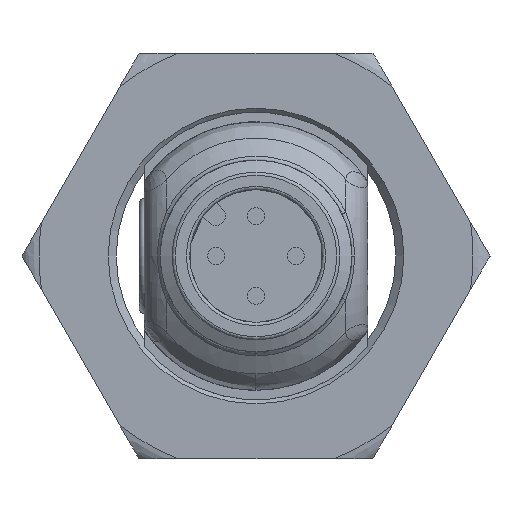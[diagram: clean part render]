
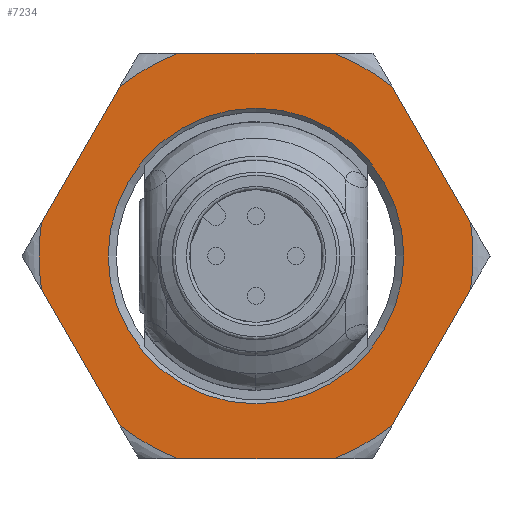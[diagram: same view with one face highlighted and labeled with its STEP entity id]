
A CAD part, left-side view. The second image highlights one B-rep face of the part: STEP entity #7234.
In plain terms, the highlighted planar face has unit normal (-1, 0, 0).
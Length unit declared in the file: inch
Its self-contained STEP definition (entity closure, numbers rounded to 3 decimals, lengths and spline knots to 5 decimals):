
#74 = CARTESIAN_POINT ( 'NONE',  ( 0.23447, 0., 0. ) ) ;
#290 = LINE ( 'NONE', #6583, #2628 ) ;
#455 = ORIENTED_EDGE ( 'NONE', *, *, #5304, .T. ) ;
#537 = DIRECTION ( 'NONE',  ( 0., 0.5, -0.866 ) ) ;
#616 = ORIENTED_EDGE ( 'NONE', *, *, #5265, .T. ) ;
#690 = AXIS2_PLACEMENT_3D ( 'NONE', #908, #995, #6723 ) ;
#719 = DIRECTION ( 'NONE',  ( -1., 0., 0. ) ) ;
#886 = CARTESIAN_POINT ( 'NONE',  ( 0.23447, 0., -0.36417 ) ) ;
#908 = CARTESIAN_POINT ( 'NONE',  ( 0.23447, 0., 0. ) ) ;
#911 = LINE ( 'NONE', #6574, #4932 ) ;
#932 = VERTEX_POINT ( 'NONE', #3889 ) ;
#995 = DIRECTION ( 'NONE',  ( -1., 0., 0. ) ) ;
#1039 = VECTOR ( 'NONE', #2694, 39.37008 ) ;
#1113 = EDGE_LOOP ( 'NONE', ( #1454, #2226, #1177, #616, #2699, #3750, #455, #1848, #5580, #3364, #4697, #5788 ) ) ;
#1177 = ORIENTED_EDGE ( 'NONE', *, *, #2335, .T. ) ;
#1180 = CIRCLE ( 'NONE', #2022, 0.53501 ) ;
#1207 = CARTESIAN_POINT ( 'NONE',  ( 0.23447, 0.43233, 0.24961 ) ) ;
#1216 = DIRECTION ( 'NONE',  ( 0., -0.5, 0.866 ) ) ;
#1309 = VERTEX_POINT ( 'NONE', #3994 ) ;
#1454 = ORIENTED_EDGE ( 'NONE', *, *, #2073, .T. ) ;
#1656 = VERTEX_POINT ( 'NONE', #2815 ) ;
#1681 = LINE ( 'NONE', #3976, #1039 ) ;
#1693 = CARTESIAN_POINT ( 'NONE',  ( 0.23447, -0.19241, -0.49921 ) ) ;
#1832 = VERTEX_POINT ( 'NONE', #4382 ) ;
#1848 = ORIENTED_EDGE ( 'NONE', *, *, #2510, .T. ) ;
#1958 = CARTESIAN_POINT ( 'NONE',  ( 0.23447, 0.52854, -0.08297 ) ) ;
#1984 = CARTESIAN_POINT ( 'NONE',  ( 0.23447, 0.52854, 0.08297 ) ) ;
#2022 = AXIS2_PLACEMENT_3D ( 'NONE', #2727, #5034, #3213 ) ;
#2053 = CARTESIAN_POINT ( 'NONE',  ( 0.23447, 0., 0. ) ) ;
#2073 = EDGE_CURVE ( 'NONE', #1309, #5027, #1681, .T. ) ;
#2226 = ORIENTED_EDGE ( 'NONE', *, *, #5407, .T. ) ;
#2303 = CARTESIAN_POINT ( 'NONE',  ( 0.23447, 0.19241, -0.49921 ) ) ;
#2335 = EDGE_CURVE ( 'NONE', #4314, #6419, #5811, .T. ) ;
#2346 = VERTEX_POINT ( 'NONE', #3996 ) ;
#2427 = VERTEX_POINT ( 'NONE', #2303 ) ;
#2501 = CIRCLE ( 'NONE', #3347, 0.53501 ) ;
#2508 = CIRCLE ( 'NONE', #3354, 0.53501 ) ;
#2510 = EDGE_CURVE ( 'NONE', #2689, #1832, #5378, .T. ) ;
#2548 = VECTOR ( 'NONE', #1216, 39.37008 ) ;
#2628 = VECTOR ( 'NONE', #5383, 39.37008 ) ;
#2635 = CARTESIAN_POINT ( 'NONE',  ( 0.23447, 0., 0. ) ) ;
#2687 = CIRCLE ( 'NONE', #4132, 0.36417 ) ;
#2689 = VERTEX_POINT ( 'NONE', #1693 ) ;
#2694 = DIRECTION ( 'NONE',  ( 0., 1., 0. ) ) ;
#2699 = ORIENTED_EDGE ( 'NONE', *, *, #6391, .T. ) ;
#2727 = CARTESIAN_POINT ( 'NONE',  ( 0.23447, 0., 0. ) ) ;
#2769 = CARTESIAN_POINT ( 'NONE',  ( 0.23447, 0., 0. ) ) ;
#2815 = CARTESIAN_POINT ( 'NONE',  ( 0.23447, -0.52854, 0.08297 ) ) ;
#3213 = DIRECTION ( 'NONE',  ( 0., 0., 1. ) ) ;
#3253 = DIRECTION ( 'NONE',  ( -1., 0., 0. ) ) ;
#3266 = CARTESIAN_POINT ( 'NONE',  ( 0.23447, 0.33612, 0.41624 ) ) ;
#3347 = AXIS2_PLACEMENT_3D ( 'NONE', #2053, #6761, #6725 ) ;
#3354 = AXIS2_PLACEMENT_3D ( 'NONE', #74, #719, #3504 ) ;
#3364 = ORIENTED_EDGE ( 'NONE', *, *, #5310, .T. ) ;
#3504 = DIRECTION ( 'NONE',  ( 0., 0., 1. ) ) ;
#3515 = EDGE_CURVE ( 'NONE', #1832, #5044, #4717, .T. ) ;
#3591 = AXIS2_PLACEMENT_3D ( 'NONE', #2635, #4940, #6594 ) ;
#3750 = ORIENTED_EDGE ( 'NONE', *, *, #5857, .T. ) ;
#3793 = CARTESIAN_POINT ( 'NONE',  ( 0.23447, 0., 0. ) ) ;
#3889 = CARTESIAN_POINT ( 'NONE',  ( 0.23447, -0.33612, 0.41624 ) ) ;
#3906 = ORIENTED_EDGE ( 'NONE', *, *, #4346, .T. ) ;
#3949 = DIRECTION ( 'NONE',  ( 1., 0., 0. ) ) ;
#3953 = CIRCLE ( 'NONE', #690, 0.53501 ) ;
#3976 = CARTESIAN_POINT ( 'NONE',  ( 0.23447, 0., 0.49921 ) ) ;
#3994 = CARTESIAN_POINT ( 'NONE',  ( 0.23447, -0.19241, 0.49921 ) ) ;
#3996 = CARTESIAN_POINT ( 'NONE',  ( 0.23447, 0.33612, -0.41624 ) ) ;
#4132 = AXIS2_PLACEMENT_3D ( 'NONE', #3793, #3949, #5165 ) ;
#4218 = CARTESIAN_POINT ( 'NONE',  ( 0.23447, -0.43233, -0.24961 ) ) ;
#4284 = VECTOR ( 'NONE', #537, 39.37008 ) ;
#4314 = VERTEX_POINT ( 'NONE', #3266 ) ;
#4346 = EDGE_CURVE ( 'NONE', #7182, #7182, #2687, .T. ) ;
#4382 = CARTESIAN_POINT ( 'NONE',  ( 0.23447, -0.33612, -0.41624 ) ) ;
#4447 = FACE_BOUND ( 'NONE', #5096, .T. ) ;
#4697 = ORIENTED_EDGE ( 'NONE', *, *, #6922, .T. ) ;
#4717 = LINE ( 'NONE', #4218, #2548 ) ;
#4932 = VECTOR ( 'NONE', #7171, 39.37008 ) ;
#4940 = DIRECTION ( 'NONE',  ( 1., 0., 0. ) ) ;
#4957 = DIRECTION ( 'NONE',  ( 0., 0., 1. ) ) ;
#5027 = VERTEX_POINT ( 'NONE', #7259 ) ;
#5034 = DIRECTION ( 'NONE',  ( -1., 0., 0. ) ) ;
#5044 = VERTEX_POINT ( 'NONE', #7380 ) ;
#5079 = CARTESIAN_POINT ( 'NONE',  ( 0.23447, 0., -0.49921 ) ) ;
#5096 = EDGE_LOOP ( 'NONE', ( #3906 ) ) ;
#5165 = DIRECTION ( 'NONE',  ( 0., 0., -1. ) ) ;
#5265 = EDGE_CURVE ( 'NONE', #6419, #7108, #2501, .T. ) ;
#5304 = EDGE_CURVE ( 'NONE', #2427, #2689, #6683, .T. ) ;
#5310 = EDGE_CURVE ( 'NONE', #5044, #1656, #1180, .T. ) ;
#5378 = CIRCLE ( 'NONE', #7426, 0.53501 ) ;
#5383 = DIRECTION ( 'NONE',  ( 0., -0.5, -0.866 ) ) ;
#5407 = EDGE_CURVE ( 'NONE', #5027, #4314, #5644, .T. ) ;
#5457 = EDGE_CURVE ( 'NONE', #932, #1309, #3953, .T. ) ;
#5509 = FACE_OUTER_BOUND ( 'NONE', #1113, .T. ) ;
#5580 = ORIENTED_EDGE ( 'NONE', *, *, #3515, .T. ) ;
#5639 = DIRECTION ( 'NONE',  ( 0., -1., 0. ) ) ;
#5644 = CIRCLE ( 'NONE', #6837, 0.53501 ) ;
#5788 = ORIENTED_EDGE ( 'NONE', *, *, #5457, .T. ) ;
#5811 = LINE ( 'NONE', #1207, #4284 ) ;
#5857 = EDGE_CURVE ( 'NONE', #2346, #2427, #2508, .T. ) ;
#5952 = DIRECTION ( 'NONE',  ( -1., 0., 0. ) ) ;
#6391 = EDGE_CURVE ( 'NONE', #7108, #2346, #290, .T. ) ;
#6419 = VERTEX_POINT ( 'NONE', #1984 ) ;
#6442 = CARTESIAN_POINT ( 'NONE',  ( 0.23447, 0., 0. ) ) ;
#6478 = DIRECTION ( 'NONE',  ( 0., 0., 1. ) ) ;
#6574 = CARTESIAN_POINT ( 'NONE',  ( 0.23447, -0.43233, 0.24961 ) ) ;
#6583 = CARTESIAN_POINT ( 'NONE',  ( 0.23447, 0.43233, -0.24961 ) ) ;
#6594 = DIRECTION ( 'NONE',  ( 0., 0., 1. ) ) ;
#6683 = LINE ( 'NONE', #5079, #6713 ) ;
#6713 = VECTOR ( 'NONE', #5639, 39.37008 ) ;
#6723 = DIRECTION ( 'NONE',  ( 0., 0., 1. ) ) ;
#6725 = DIRECTION ( 'NONE',  ( 0., 0., 1. ) ) ;
#6746 = PLANE ( 'NONE',  #3591 ) ;
#6761 = DIRECTION ( 'NONE',  ( -1., 0., 0. ) ) ;
#6837 = AXIS2_PLACEMENT_3D ( 'NONE', #2769, #3253, #4957 ) ;
#6922 = EDGE_CURVE ( 'NONE', #1656, #932, #911, .T. ) ;
#7108 = VERTEX_POINT ( 'NONE', #1958 ) ;
#7171 = DIRECTION ( 'NONE',  ( 0., 0.5, 0.866 ) ) ;
#7182 = VERTEX_POINT ( 'NONE', #886 ) ;
#7234 = ADVANCED_FACE ( 'NONE', ( #4447, #5509 ), #6746, .F. ) ;
#7259 = CARTESIAN_POINT ( 'NONE',  ( 0.23447, 0.19241, 0.49921 ) ) ;
#7380 = CARTESIAN_POINT ( 'NONE',  ( 0.23447, -0.52854, -0.08297 ) ) ;
#7426 = AXIS2_PLACEMENT_3D ( 'NONE', #6442, #5952, #6478 ) ;
